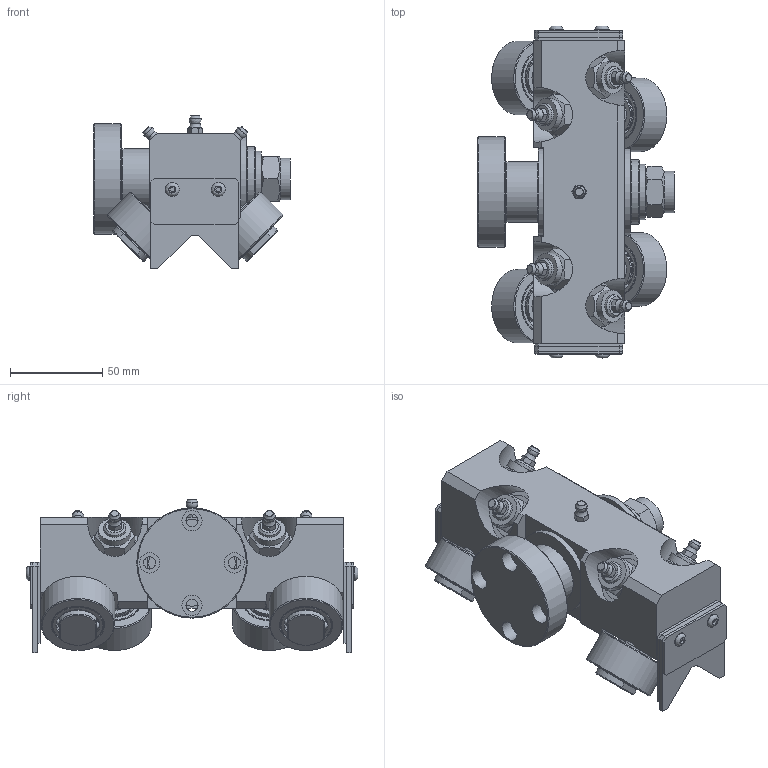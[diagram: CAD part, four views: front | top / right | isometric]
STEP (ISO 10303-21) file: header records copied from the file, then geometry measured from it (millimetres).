
FILE_DESCRIPTION(/* description */ ('OSCILL. CONC. MONORAIL PLUS 120 OP'),/* implementation_level */ '2;1');
FILE_NAME(/* name */ 'GAGXX0000008.stp',/* time_stamp */ '2022-07-29T11:44:37+02:00',/* author */ ('tecnico3.vi'),/* organization */ (''),/* preprocessor_version */ 'ST-DEVELOPER v18.1',/* originating_system */ 'Autodesk Inventor 2022',/* authorisation */ '');
FILE_SCHEMA (('AUTOMOTIVE_DESIGN { 1 0 10303 214 3 1 1 }'));
Length unit declared in the file: millimetre
Products named in the file (20): GAGXX0000008; DBLXX0000682; GRUGD0000136; DPERO0000119; DRUGD0000034; CCUSE0000044; CRORA0000082; CROPI0000067; CDDDE0000092; DBOXX0000172; DBOXX0000156; DPEXX0000346; DROXX0000077; CROPI0000068; CDDDE0000093; 25.960.00; DGURA0000023; DLADX0001919; DLADX0001920; DM80VI0260-0
Assembly tree (32 placements, depth 3):
  GAGXX0000008
    DBLXX0000682
    GRUGD0000136  x4
      DPERO0000119
      DRUGD0000034
      CCUSE0000044
      CRORA0000082
      CROPI0000067
      25.960.00
      CDDDE0000092
      DBOXX0000172
    DBOXX0000156
    DPEXX0000346
    DROXX0000077  x2
    CROPI0000068
    CDDDE0000093
    25.960.00
    DGURA0000023  x2
    DM80VI0260-0  x5
    DLADX0001919  x2
    DLADX0001920  x2
Bounding box: 107 x 180.4 x 83.3 mm (x, y, z)
Volume: 536425.3 mm3; surface area: 190197.6 mm2
Topology: 55 solids, 55 shells, 1103 faces, 3196 edges, 2088 vertices
Faces by surface type: plane 400, cylinder 232, torus 197, cone 190, sphere 77, bspline 7
Full cylindrical faces by diameter (mm): 2.5 x8, 3 x13, 3.242 x4, 4 x5, 4.5 x4, 4.917 x5, 6 x5, 6.6 x4, 7.6 x5, 10.647 x4, 11 x4, 12 x4, 13 x4, 14.376 x1, 15 x28, 16 x1, 17 x1, 17.4 x4, 19.16 x16, 20 x4, 21 x4, 22.5 x1, 23 x4, 23.84 x16, 24 x6, 28 x16, 30 x12, 33 x1, 35 x1, 40 x4
Entity records: 13391 total; most frequent: CARTESIAN_POINT 3910, DIRECTION 1880, ORIENTED_EDGE 1796, EDGE_CURVE 898, AXIS2_PLACEMENT_3D 765, VERTEX_POINT 603, EDGE_LOOP 437, LINE 350
